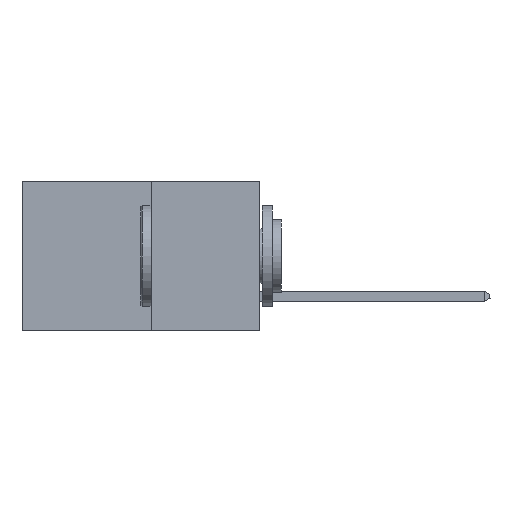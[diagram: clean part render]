
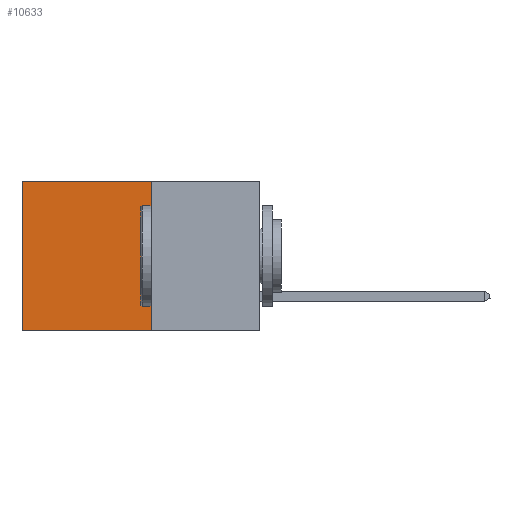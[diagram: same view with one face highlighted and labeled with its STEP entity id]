
A CAD part, left-side view. The second image highlights one B-rep face of the part: STEP entity #10633.
In plain terms, the highlighted planar face has unit normal (-1, 0, 0).
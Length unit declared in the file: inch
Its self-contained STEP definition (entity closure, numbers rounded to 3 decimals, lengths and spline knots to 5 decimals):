
#238 = LINE ( 'NONE', #18145, #15464 ) ;
#1470 = VECTOR ( 'NONE', #4087, 39.37008 ) ;
#3104 = VERTEX_POINT ( 'NONE', #9634 ) ;
#3411 = FACE_OUTER_BOUND ( 'NONE', #3806, .T. ) ;
#3781 = ORIENTED_EDGE ( 'NONE', *, *, #7660, .T. ) ;
#3806 = EDGE_LOOP ( 'NONE', ( #3781, #14834, #12806, #14503 ) ) ;
#3995 = VECTOR ( 'NONE', #7493, 39.37008 ) ;
#4087 = DIRECTION ( 'NONE',  ( 0., 0., -1. ) ) ;
#5699 = DIRECTION ( 'NONE',  ( 0., 0., -1. ) ) ;
#6759 = EDGE_CURVE ( 'NONE', #18342, #3104, #9316, .T. ) ;
#6895 = CARTESIAN_POINT ( 'NONE',  ( 0.277, 0.27, 0. ) ) ;
#7192 = AXIS2_PLACEMENT_3D ( 'NONE', #18783, #14545, #5699 ) ;
#7493 = DIRECTION ( 'NONE',  ( 0., 0., -1. ) ) ;
#7660 = EDGE_CURVE ( 'NONE', #15629, #12650, #15703, .T. ) ;
#7857 = EDGE_CURVE ( 'NONE', #3104, #12650, #238, .T. ) ;
#8418 = DIRECTION ( 'NONE',  ( 0., 1., 0. ) ) ;
#9316 = LINE ( 'NONE', #14384, #1470 ) ;
#9634 = CARTESIAN_POINT ( 'NONE',  ( 0.277, 0.27, -0.37 ) ) ;
#9726 = CARTESIAN_POINT ( 'NONE',  ( 0.277, 0.27, 0. ) ) ;
#9819 = LINE ( 'NONE', #6895, #16665 ) ;
#10633 = ADVANCED_FACE ( 'NONE', ( #3411 ), #17289, .F. ) ;
#11735 = EDGE_CURVE ( 'NONE', #18342, #15629, #9819, .T. ) ;
#12650 = VERTEX_POINT ( 'NONE', #18046 ) ;
#12806 = ORIENTED_EDGE ( 'NONE', *, *, #6759, .F. ) ;
#13903 = DIRECTION ( 'NONE',  ( 0., 1., 0. ) ) ;
#14384 = CARTESIAN_POINT ( 'NONE',  ( 0.277, 0.27, -0.37 ) ) ;
#14503 = ORIENTED_EDGE ( 'NONE', *, *, #11735, .T. ) ;
#14545 = DIRECTION ( 'NONE',  ( 1., 0., 0. ) ) ;
#14834 = ORIENTED_EDGE ( 'NONE', *, *, #7857, .F. ) ;
#15464 = VECTOR ( 'NONE', #13903, 39.37008 ) ;
#15629 = VERTEX_POINT ( 'NONE', #16054 ) ;
#15703 = LINE ( 'NONE', #17718, #3995 ) ;
#16054 = CARTESIAN_POINT ( 'NONE',  ( 0.277, 0.59, 0. ) ) ;
#16665 = VECTOR ( 'NONE', #8418, 39.37008 ) ;
#17289 = PLANE ( 'NONE',  #7192 ) ;
#17718 = CARTESIAN_POINT ( 'NONE',  ( 0.277, 0.59, -0.37 ) ) ;
#18046 = CARTESIAN_POINT ( 'NONE',  ( 0.277, 0.59, -0.37 ) ) ;
#18145 = CARTESIAN_POINT ( 'NONE',  ( 0.277, 0.27, -0.37 ) ) ;
#18342 = VERTEX_POINT ( 'NONE', #9726 ) ;
#18783 = CARTESIAN_POINT ( 'NONE',  ( 0.277, 0.27, -0.37 ) ) ;
